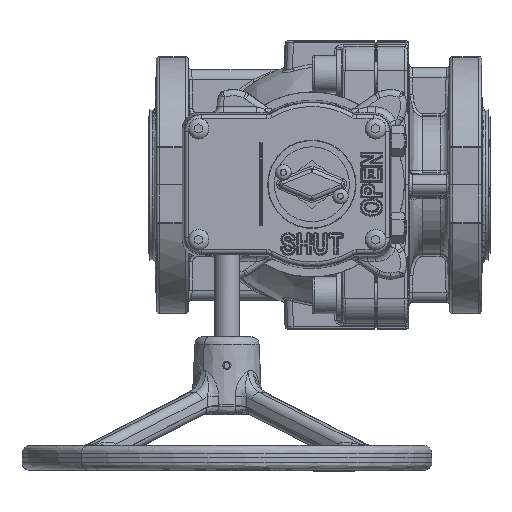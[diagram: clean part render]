
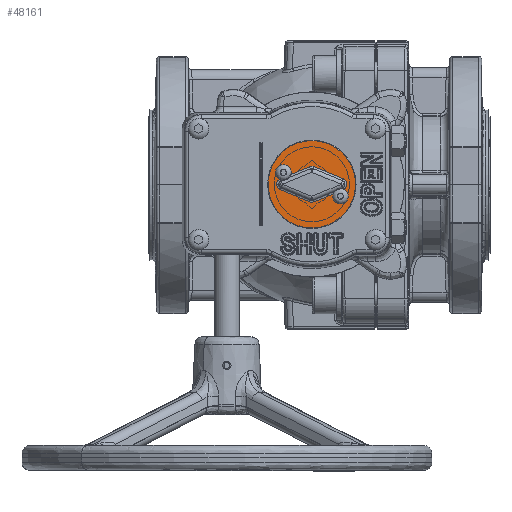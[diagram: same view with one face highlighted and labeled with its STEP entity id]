
A CAD part, top view. The second image highlights one B-rep face of the part: STEP entity #48161.
In plain terms, the highlighted planar face has unit normal (0, 0, 1).
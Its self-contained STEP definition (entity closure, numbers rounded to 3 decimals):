
#48057=CARTESIAN_POINT('',(-0.,0.,199.25));
#48058=DIRECTION('',(0.,0.,-1.));
#48059=DIRECTION('',(0.,-1.,-0.));
#48060=AXIS2_PLACEMENT_3D('',#48057,#48058,#48059);
#48061=PLANE('',#48060);
#48062=CARTESIAN_POINT('',(-0.,21.241,199.25));
#48063=VERTEX_POINT('',#48062);
#48064=CARTESIAN_POINT('',(-0.,-21.241,199.25));
#48065=VERTEX_POINT('',#48064);
#48066=CARTESIAN_POINT('',(-0.,0.,199.25));
#48067=DIRECTION('',(-0.,-0.,1.));
#48068=DIRECTION('',(0.,1.,0.));
#48069=AXIS2_PLACEMENT_3D('',#48066,#48067,#48068);
#48070=CIRCLE('',#48069,21.241);
#48071=EDGE_CURVE('',#48063,#48065,#48070,.T.);
#48072=ORIENTED_EDGE('',*,*,#48071,.T.);
#48073=CARTESIAN_POINT('',(-0.,0.,199.25));
#48074=DIRECTION('',(-0.,-0.,1.));
#48075=DIRECTION('',(0.,1.,0.));
#48076=AXIS2_PLACEMENT_3D('',#48073,#48074,#48075);
#48077=CIRCLE('',#48076,21.241);
#48078=EDGE_CURVE('',#48065,#48063,#48077,.T.);
#48079=ORIENTED_EDGE('',*,*,#48078,.T.);
#48080=EDGE_LOOP('',(#48072,#48079));
#48081=FACE_BOUND('',#48080,.T.);
#48082=CARTESIAN_POINT('',(-15.293,2.613,199.25));
#48083=VERTEX_POINT('',#48082);
#48084=CARTESIAN_POINT('',(-17.039,0.,199.25));
#48085=VERTEX_POINT('',#48084);
#48086=CARTESIAN_POINT('',(-15.293,2.613,199.25));
#48087=CARTESIAN_POINT('',(-16.384,2.161,199.25));
#48088=CARTESIAN_POINT('',(-17.039,1.18,199.25));
#48089=CARTESIAN_POINT('',(-17.039,0.,199.25));
#48090=(BOUNDED_CURVE()
B_SPLINE_CURVE(3,(#48086,#48087,#48088,#48089),.UNSPECIFIED.,.F.,.F.)
B_SPLINE_CURVE_WITH_KNOTS((4,4),(0.,0.5),.UNSPECIFIED.)
CURVE()
GEOMETRIC_REPRESENTATION_ITEM()
RATIONAL_B_SPLINE_CURVE((1.,0.888,0.888,1.))
REPRESENTATION_ITEM(''));
#48091=EDGE_CURVE('NONE',#48083,#48085,#48090,.T.);
#48092=ORIENTED_EDGE('',*,*,#48091,.F.);
#48093=CARTESIAN_POINT('',(-1.082,8.5,199.25));
#48094=VERTEX_POINT('',#48093);
#48095=CARTESIAN_POINT('',(-1.082,8.5,199.25));
#48096=DIRECTION('',(-0.924,-0.383,-0.));
#48097=VECTOR('',#48096,15.382);
#48098=LINE('',#48095,#48097);
#48099=EDGE_CURVE('NONE',#48094,#48083,#48098,.T.);
#48100=ORIENTED_EDGE('',*,*,#48099,.F.);
#48101=CARTESIAN_POINT('',(1.082,8.5,199.25));
#48102=VERTEX_POINT('',#48101);
#48103=CARTESIAN_POINT('',(1.082,8.5,199.25));
#48104=CARTESIAN_POINT('',(0.38,8.79,199.25));
#48105=CARTESIAN_POINT('',(-0.38,8.79,199.25));
#48106=CARTESIAN_POINT('',(-1.082,8.5,199.25));
#48107=(BOUNDED_CURVE()
B_SPLINE_CURVE(3,(#48103,#48104,#48105,#48106),.UNSPECIFIED.,.F.,.F.)
B_SPLINE_CURVE_WITH_KNOTS((4,4),(0.,1.),.UNSPECIFIED.)
CURVE()
GEOMETRIC_REPRESENTATION_ITEM()
RATIONAL_B_SPLINE_CURVE((1.,0.949,0.949,1.))
REPRESENTATION_ITEM(''));
#48108=EDGE_CURVE('NONE',#48102,#48094,#48107,.T.);
#48109=ORIENTED_EDGE('',*,*,#48108,.F.);
#48110=CARTESIAN_POINT('',(15.293,2.613,199.25));
#48111=VERTEX_POINT('',#48110);
#48112=CARTESIAN_POINT('',(15.293,2.613,199.25));
#48113=DIRECTION('',(-0.924,0.383,0.));
#48114=VECTOR('',#48113,15.382);
#48115=LINE('',#48112,#48114);
#48116=EDGE_CURVE('NONE',#48111,#48102,#48115,.T.);
#48117=ORIENTED_EDGE('',*,*,#48116,.F.);
#48118=CARTESIAN_POINT('',(15.293,-2.613,199.25));
#48119=VERTEX_POINT('',#48118);
#48120=CARTESIAN_POINT('',(15.293,-2.613,199.25));
#48121=CARTESIAN_POINT('',(18.028,-1.48,199.25));
#48122=CARTESIAN_POINT('',(18.028,1.48,199.25));
#48123=CARTESIAN_POINT('',(15.293,2.613,199.25));
#48124=(BOUNDED_CURVE()
B_SPLINE_CURVE(3,(#48120,#48121,#48122,#48123),.UNSPECIFIED.,.F.,.F.)
B_SPLINE_CURVE_WITH_KNOTS((4,4),(0.,1.),.UNSPECIFIED.)
CURVE()
GEOMETRIC_REPRESENTATION_ITEM()
RATIONAL_B_SPLINE_CURVE((1.,0.588,0.588,1.))
REPRESENTATION_ITEM(''));
#48125=EDGE_CURVE('NONE',#48119,#48111,#48124,.T.);
#48126=ORIENTED_EDGE('',*,*,#48125,.F.);
#48127=CARTESIAN_POINT('',(1.082,-8.5,199.25));
#48128=VERTEX_POINT('',#48127);
#48129=CARTESIAN_POINT('',(1.082,-8.5,199.25));
#48130=DIRECTION('',(0.924,0.383,0.));
#48131=VECTOR('',#48130,15.382);
#48132=LINE('',#48129,#48131);
#48133=EDGE_CURVE('NONE',#48128,#48119,#48132,.T.);
#48134=ORIENTED_EDGE('',*,*,#48133,.F.);
#48135=CARTESIAN_POINT('',(-1.082,-8.5,199.25));
#48136=VERTEX_POINT('',#48135);
#48137=CARTESIAN_POINT('',(-1.082,-8.5,199.25));
#48138=CARTESIAN_POINT('',(-0.38,-8.79,199.25));
#48139=CARTESIAN_POINT('',(0.38,-8.79,199.25));
#48140=CARTESIAN_POINT('',(1.082,-8.5,199.25));
#48141=(BOUNDED_CURVE()
B_SPLINE_CURVE(3,(#48137,#48138,#48139,#48140),.UNSPECIFIED.,.F.,.F.)
B_SPLINE_CURVE_WITH_KNOTS((4,4),(0.,1.),.UNSPECIFIED.)
CURVE()
GEOMETRIC_REPRESENTATION_ITEM()
RATIONAL_B_SPLINE_CURVE((1.,0.949,0.949,1.))
REPRESENTATION_ITEM(''));
#48142=EDGE_CURVE('NONE',#48136,#48128,#48141,.T.);
#48143=ORIENTED_EDGE('',*,*,#48142,.F.);
#48144=CARTESIAN_POINT('',(-15.293,-2.613,199.25));
#48145=VERTEX_POINT('',#48144);
#48146=CARTESIAN_POINT('',(-15.293,-2.613,199.25));
#48147=DIRECTION('',(0.924,-0.383,-0.));
#48148=VECTOR('',#48147,15.382);
#48149=LINE('',#48146,#48148);
#48150=EDGE_CURVE('NONE',#48145,#48136,#48149,.T.);
#48151=ORIENTED_EDGE('',*,*,#48150,.F.);
#48152=CARTESIAN_POINT('',(-17.039,0.,199.25));
#48153=CARTESIAN_POINT('',(-17.039,-1.18,199.25));
#48154=CARTESIAN_POINT('',(-16.384,-2.161,199.25));
#48155=CARTESIAN_POINT('',(-15.293,-2.613,199.25));
#48156=(BOUNDED_CURVE()
B_SPLINE_CURVE(3,(#48152,#48153,#48154,#48155),.UNSPECIFIED.,.F.,.F.)
B_SPLINE_CURVE_WITH_KNOTS((4,4),(0.5,1.),.UNSPECIFIED.)
CURVE()
GEOMETRIC_REPRESENTATION_ITEM()
RATIONAL_B_SPLINE_CURVE((1.,0.888,0.888,1.))
REPRESENTATION_ITEM(''));
#48157=EDGE_CURVE('NONE',#48085,#48145,#48156,.T.);
#48158=ORIENTED_EDGE('',*,*,#48157,.F.);
#48159=EDGE_LOOP('',(#48092,#48100,#48109,#48117,#48126,#48134,#48143,#48151,#48158));
#48160=FACE_BOUND('',#48159,.T.);
#48161=ADVANCED_FACE('NONE',(#48081,#48160),#48061,.F.);
